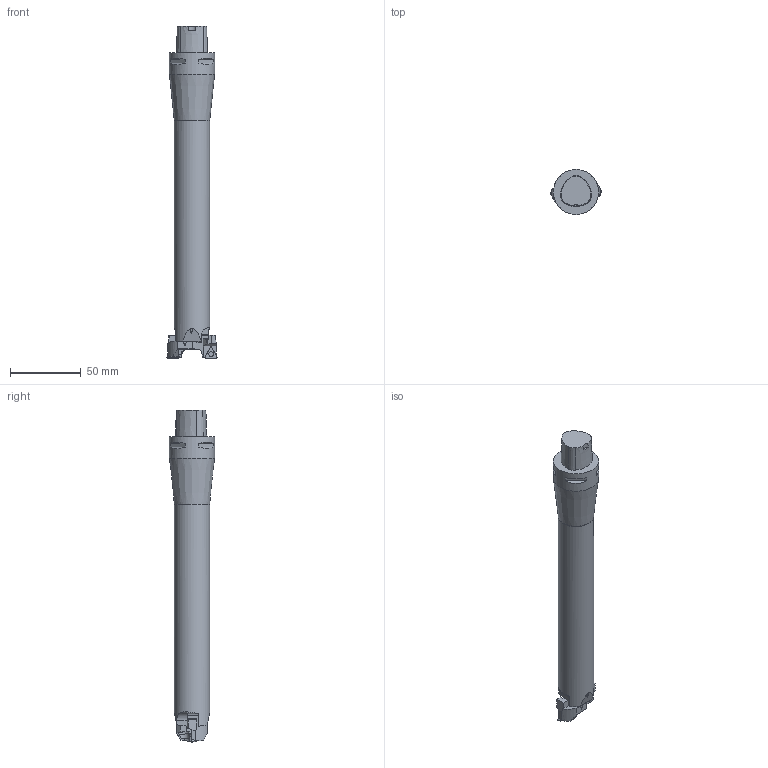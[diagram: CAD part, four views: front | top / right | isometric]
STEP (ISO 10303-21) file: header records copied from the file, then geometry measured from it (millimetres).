
FILE_DESCRIPTION(/* description */ (''),/* implementation_level */ '2;1');
FILE_NAME(/* name */ '1548244974108.stp',/* time_stamp */ '2019-01-23T13:03:12+01:00',/* author */ (''),/* organization */ ('SMS'),/* preprocessor_version */ 'ST-DEVELOPER v15',/* originating_system */ 'SIEMENS PLM Software NX 8.5',/* authorisation */ '');
FILE_SCHEMA (('AUTOMOTIVE_DESIGN { 1 0 10303 214 3 1 1 1 }'));
Length unit declared in the file: millimetre
Products named in the file (10): ASSEMBLY_CONSTRUCTION; 202021695mod000_00; IsoTurningInsert; 202021522mod000_00; 201108498mod000_00; 202021719mod000_00; 202021677mod000_00; 202021726mod000_00
Assembly tree (10 placements, depth 3):
  202021726mod000_00
    202021677mod000_00
      202021522mod000_00
      IsoTurningInsert
      ASSEMBLY_CONSTRUCTION
    202021719mod000_00
      202021695mod000_00
      IsoTurningInsert
      ASSEMBLY_CONSTRUCTION
    201108498mod000_00
    ASSEMBLY_CONSTRUCTION
Bounding box: 36 x 32 x 235 mm (x, y, z)
Volume: 118336.5 mm3; surface area: 22068.8 mm2
Topology: 5 solids, 5 shells, 215 faces, 559 edges, 389 vertices
Faces by surface type: plane 140, cylinder 30, cone 19, extrusion 17, torus 9
Full cylindrical faces by diameter (mm): 2.5 x4, 25 x1, 32 x1
Entity records: 7575 total; most frequent: CARTESIAN_POINT 1865, ORIENTED_EDGE 1008, DIRECTION 962, EDGE_CURVE 504, VERTEX_POINT 342, VECTOR 322, AXIS2_PLACEMENT_3D 320, LINE 305
